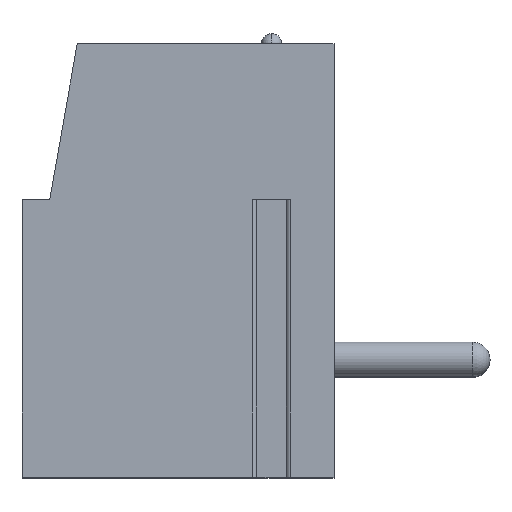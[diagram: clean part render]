
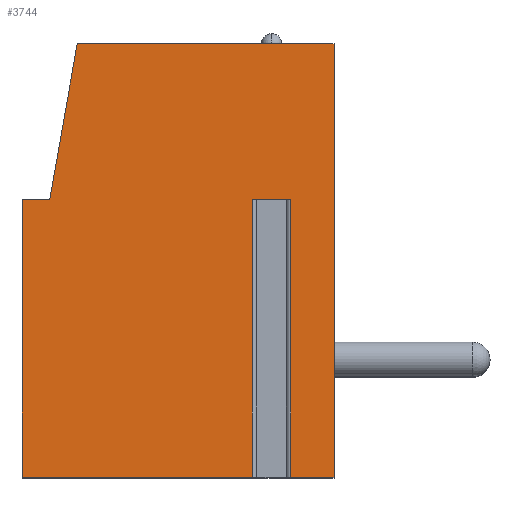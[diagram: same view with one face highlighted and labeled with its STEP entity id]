
A CAD part, top view. The second image highlights one B-rep face of the part: STEP entity #3744.
In plain terms, the highlighted planar face has unit normal (0, 0, 1).
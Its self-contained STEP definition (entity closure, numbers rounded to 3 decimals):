
#13=DIRECTION('',(-1.,0.,0.));
#14=VECTOR('',#13,1.112);
#15=CARTESIAN_POINT('',(3.256,1.75,17.78));
#16=LINE('',#15,#14);
#17=DIRECTION('',(0.,-1.,0.));
#18=VECTOR('',#17,8.);
#19=CARTESIAN_POINT('',(2.144,1.75,17.78));
#20=LINE('',#19,#18);
#21=DIRECTION('',(1.,0.,0.));
#22=VECTOR('',#21,6.644);
#23=CARTESIAN_POINT('',(-4.5,-6.25,17.78));
#24=LINE('',#23,#22);
#25=DIRECTION('',(0.,-1.,0.));
#26=VECTOR('',#25,8.);
#27=CARTESIAN_POINT('',(-4.5,1.75,17.78));
#28=LINE('',#27,#26);
#29=DIRECTION('',(-1.,0.,0.));
#30=VECTOR('',#29,0.8);
#31=CARTESIAN_POINT('',(-3.7,1.75,17.78));
#32=LINE('',#31,#30);
#33=DIRECTION('',(-0.174,-0.985,0.));
#34=VECTOR('',#33,4.569);
#35=CARTESIAN_POINT('',(-2.907,6.25,17.78));
#36=LINE('',#35,#34);
#37=DIRECTION('',(-1.,0.,0.));
#38=VECTOR('',#37,7.407);
#39=CARTESIAN_POINT('',(4.5,6.25,17.78));
#40=LINE('',#39,#38);
#41=DIRECTION('',(0.,1.,0.));
#42=VECTOR('',#41,12.5);
#43=CARTESIAN_POINT('',(4.5,-6.25,17.78));
#44=LINE('',#43,#42);
#45=DIRECTION('',(1.,0.,0.));
#46=VECTOR('',#45,1.244);
#47=CARTESIAN_POINT('',(3.256,-6.25,17.78));
#48=LINE('',#47,#46);
#49=DIRECTION('',(0.,-1.,0.));
#50=VECTOR('',#49,8.);
#51=CARTESIAN_POINT('',(3.256,1.75,17.78));
#52=LINE('',#51,#50);
#2937=CARTESIAN_POINT('',(-3.7,1.75,17.78));
#2938=CARTESIAN_POINT('',(-4.5,1.75,17.78));
#2939=VERTEX_POINT('',#2937);
#2940=VERTEX_POINT('',#2938);
#2941=CARTESIAN_POINT('',(-4.5,-6.25,17.78));
#2942=VERTEX_POINT('',#2941);
#2943=CARTESIAN_POINT('',(4.5,-6.25,17.78));
#2944=CARTESIAN_POINT('',(4.5,6.25,17.78));
#2945=VERTEX_POINT('',#2943);
#2946=VERTEX_POINT('',#2944);
#2947=CARTESIAN_POINT('',(-2.907,6.25,17.78));
#2948=VERTEX_POINT('',#2947);
#2997=CARTESIAN_POINT('',(3.256,1.75,17.78));
#2998=CARTESIAN_POINT('',(2.144,1.75,17.78));
#2999=VERTEX_POINT('',#2997);
#3000=VERTEX_POINT('',#2998);
#3001=CARTESIAN_POINT('',(2.144,-6.25,17.78));
#3002=VERTEX_POINT('',#3001);
#3003=CARTESIAN_POINT('',(3.256,-6.25,17.78));
#3004=VERTEX_POINT('',#3003);
#3717=CARTESIAN_POINT('',(0.,0.,17.78));
#3718=DIRECTION('',(0.,0.,1.));
#3719=DIRECTION('',(1.,0.,0.));
#3720=AXIS2_PLACEMENT_3D('',#3717,#3718,#3719);
#3721=PLANE('',#3720);
#3723=ORIENTED_EDGE('',*,*,#3722,.T.);
#3725=ORIENTED_EDGE('',*,*,#3724,.T.);
#3727=ORIENTED_EDGE('',*,*,#3726,.F.);
#3729=ORIENTED_EDGE('',*,*,#3728,.F.);
#3731=ORIENTED_EDGE('',*,*,#3730,.F.);
#3733=ORIENTED_EDGE('',*,*,#3732,.F.);
#3735=ORIENTED_EDGE('',*,*,#3734,.F.);
#3737=ORIENTED_EDGE('',*,*,#3736,.F.);
#3739=ORIENTED_EDGE('',*,*,#3738,.F.);
#3741=ORIENTED_EDGE('',*,*,#3740,.F.);
#3742=EDGE_LOOP('',(#3723,#3725,#3727,#3729,#3731,#3733,#3735,#3737,#3739,
#3741));
#3743=FACE_OUTER_BOUND('',#3742,.F.);
#3722=EDGE_CURVE('',#2999,#3000,#16,.T.);
#3724=EDGE_CURVE('',#3000,#3002,#20,.T.);
#3726=EDGE_CURVE('',#2942,#3002,#24,.T.);
#3728=EDGE_CURVE('',#2940,#2942,#28,.T.);
#3730=EDGE_CURVE('',#2939,#2940,#32,.T.);
#3732=EDGE_CURVE('',#2948,#2939,#36,.T.);
#3734=EDGE_CURVE('',#2946,#2948,#40,.T.);
#3736=EDGE_CURVE('',#2945,#2946,#44,.T.);
#3738=EDGE_CURVE('',#3004,#2945,#48,.T.);
#3740=EDGE_CURVE('',#2999,#3004,#52,.T.);
#3744=ADVANCED_FACE('',(#3743),#3721,.T.);
